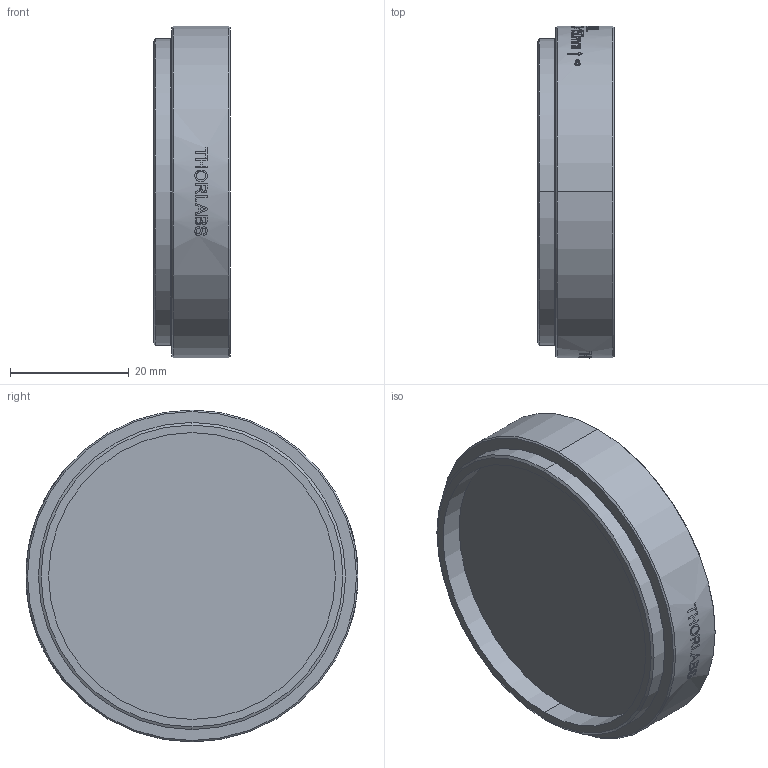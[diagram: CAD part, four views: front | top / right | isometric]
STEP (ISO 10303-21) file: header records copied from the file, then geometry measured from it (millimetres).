
FILE_DESCRIPTION (( 'STEP AP203' ), '1' );
FILE_NAME ('TTN039430-E0W.STEP', '2015-11-04T22:06:50', ( 'admin' ), ( '' ), 'SwSTEP 2.0', 'SolidWorks 2014', '' );
FILE_SCHEMA (( 'CONFIG_CONTROL_DESIGN' ));
Length unit declared in the file: millimetre
Products named in the file (1): TTN039430-E0W
Bounding box: 12.95 x 55.88 x 55.88 mm (x, y, z)
Volume: 16176.9 mm3; surface area: 11423 mm2
Topology: 3 solids, 3 shells, 110 faces, 565 edges, 518 vertices
Faces by surface type: cylinder 74, cone 18, plane 16, torus 2
Entity records: 9809 total; most frequent: CARTESIAN_POINT 5210, ORIENTED_EDGE 1126, DIRECTION 737, EDGE_CURVE 563, VERTEX_POINT 518, AXIS2_PLACEMENT_3D 296, B_SPLINE_CURVE_WITH_KNOTS 233, CIRCLE 185
